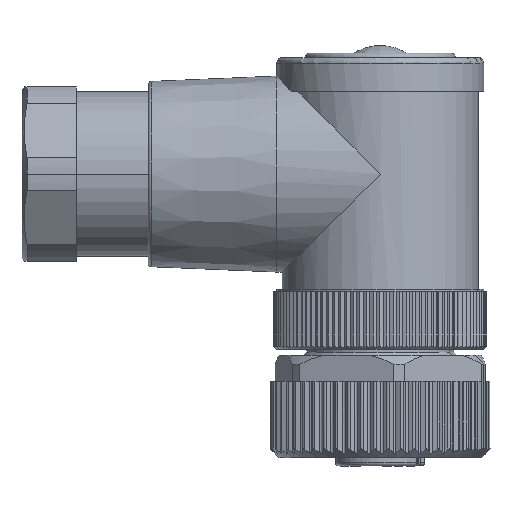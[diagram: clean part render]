
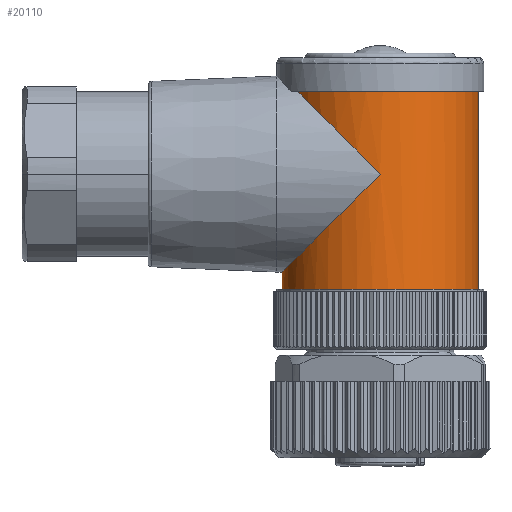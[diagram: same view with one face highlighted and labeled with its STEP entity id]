
A CAD part, left-side view. The second image highlights one B-rep face of the part: STEP entity #20110.
In plain terms, the highlighted cylindrical face has radius 9 mm (diameter 18 mm), a partial arc.
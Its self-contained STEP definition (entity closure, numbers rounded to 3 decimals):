
#20071=AXIS2_PLACEMENT_3D('Cylinder Axis2P3D',#20068,#20069,#20070) ;
#20075=AXIS2_PLACEMENT_3D('Circle Axis2P3D',#20073,#20074,$) ;
#19947=CARTESIAN_POINT('Vertex',(10.09,1.087,16.25)) ;
#19951=CARTESIAN_POINT('Control Point',(10.09,1.087,16.25)) ;
#19952=CARTESIAN_POINT('Control Point',(9.826,1.087,16.25)) ;
#19953=CARTESIAN_POINT('Control Point',(9.561,1.097,16.25)) ;
#19954=CARTESIAN_POINT('Control Point',(9.297,1.116,16.25)) ;
#19955=CARTESIAN_POINT('Control Point',(8.673,1.185,16.25)) ;
#19956=CARTESIAN_POINT('Control Point',(8.056,1.308,16.25)) ;
#19957=CARTESIAN_POINT('Control Point',(7.702,1.398,16.25)) ;
#19958=CARTESIAN_POINT('Control Point',(7.354,1.505,16.25)) ;
#19959=CARTESIAN_POINT('Control Point',(7.012,1.63,16.25)) ;
#19960=CARTESIAN_POINT('Vertex',(7.012,1.63,16.25)) ;
#19964=CARTESIAN_POINT('Control Point',(7.012,1.63,16.25)) ;
#19965=CARTESIAN_POINT('Control Point',(6.183,1.931,16.25)) ;
#19966=CARTESIAN_POINT('Control Point',(5.392,2.334,16.25)) ;
#19967=CARTESIAN_POINT('Control Point',(4.653,2.833,16.25)) ;
#19968=CARTESIAN_POINT('Control Point',(3.314,4.001,16.25)) ;
#19969=CARTESIAN_POINT('Control Point',(2.296,5.457,16.25)) ;
#19970=CARTESIAN_POINT('Control Point',(1.879,6.244,16.25)) ;
#19971=CARTESIAN_POINT('Control Point',(1.247,7.905,16.25)) ;
#19972=CARTESIAN_POINT('Control Point',(1.034,9.669,16.25)) ;
#19973=CARTESIAN_POINT('Control Point',(1.037,10.56,16.25)) ;
#19974=CARTESIAN_POINT('Control Point',(1.261,12.322,16.25)) ;
#19975=CARTESIAN_POINT('Control Point',(1.903,13.979,16.25)) ;
#19976=CARTESIAN_POINT('Control Point',(2.324,14.764,16.25)) ;
#19977=CARTESIAN_POINT('Control Point',(3.351,16.214,16.25)) ;
#19978=CARTESIAN_POINT('Control Point',(4.697,17.374,16.25)) ;
#19979=CARTESIAN_POINT('Control Point',(5.438,17.868,16.25)) ;
#19980=CARTESIAN_POINT('Control Point',(6.788,18.545,16.25)) ;
#19981=CARTESIAN_POINT('Control Point',(8.244,18.928,16.25)) ;
#19982=CARTESIAN_POINT('Control Point',(8.855,19.034,16.25)) ;
#19983=CARTESIAN_POINT('Control Point',(9.473,19.087,16.25)) ;
#19984=CARTESIAN_POINT('Control Point',(10.09,19.087,16.25)) ;
#19985=CARTESIAN_POINT('Vertex',(10.09,19.087,16.25)) ;
#20012=CARTESIAN_POINT('Line Origine',(10.09,1.087,23.45)) ;
#20016=CARTESIAN_POINT('Vertex',(10.09,1.087,34.45)) ;
#20019=CARTESIAN_POINT('Line Origine',(10.09,19.087,23.45)) ;
#20023=CARTESIAN_POINT('Vertex',(10.09,19.087,17.85)) ;
#20068=CARTESIAN_POINT('Axis2P3D Location',(10.09,10.087,23.45)) ;
#20073=CARTESIAN_POINT('Axis2P3D Location',(10.09,10.087,34.45)) ;
#20077=CARTESIAN_POINT('Vertex',(5.269,17.687,34.45)) ;
#20081=CARTESIAN_POINT('Control Point',(1.09,10.087,26.85)) ;
#20082=CARTESIAN_POINT('Control Point',(1.09,11.84,28.603)) ;
#20083=CARTESIAN_POINT('Control Point',(1.514,13.593,30.357)) ;
#20084=CARTESIAN_POINT('Control Point',(2.38,15.266,32.029)) ;
#20085=CARTESIAN_POINT('Control Point',(3.67,16.673,33.436)) ;
#20086=CARTESIAN_POINT('Control Point',(5.269,17.687,34.45)) ;
#20087=CARTESIAN_POINT('Vertex',(1.09,10.087,26.85)) ;
#20091=CARTESIAN_POINT('Control Point',(10.09,19.087,17.85)) ;
#20092=CARTESIAN_POINT('Control Point',(8.652,19.087,17.85)) ;
#20093=CARTESIAN_POINT('Control Point',(7.213,18.8,18.137)) ;
#20094=CARTESIAN_POINT('Control Point',(5.876,18.225,18.712)) ;
#20095=CARTESIAN_POINT('Control Point',(3.454,16.571,20.366)) ;
#20096=CARTESIAN_POINT('Control Point',(1.9,14.217,22.72)) ;
#20097=CARTESIAN_POINT('Control Point',(1.359,12.872,24.065)) ;
#20098=CARTESIAN_POINT('Control Point',(1.09,11.479,25.458)) ;
#20099=CARTESIAN_POINT('Control Point',(1.09,10.087,26.85)) ;
#20013=DIRECTION('Vector Direction',(0.,0.,1.)) ;
#20020=DIRECTION('Vector Direction',(0.,0.,1.)) ;
#20069=DIRECTION('Axis2P3D Direction',(0.,0.,1.)) ;
#20070=DIRECTION('Axis2P3D XDirection',(0.,1.,0.)) ;
#20074=DIRECTION('Axis2P3D Direction',(0.,0.,1.)) ;
#20014=VECTOR('Line Direction',#20013,1.) ;
#20021=VECTOR('Line Direction',#20020,1.) ;
#20102=ORIENTED_EDGE('',*,*,#20025,.T.) ;
#20103=ORIENTED_EDGE('',*,*,#19987,.F.) ;
#20104=ORIENTED_EDGE('',*,*,#19962,.F.) ;
#20105=ORIENTED_EDGE('',*,*,#20018,.T.) ;
#20106=ORIENTED_EDGE('',*,*,#20079,.T.) ;
#20107=ORIENTED_EDGE('',*,*,#20089,.F.) ;
#20108=ORIENTED_EDGE('',*,*,#20100,.F.) ;
#20110=ADVANCED_FACE('Hauptk\X2\00F6\X0\rper',(#20109),#20072,.T.) ;
#19950=B_SPLINE_CURVE_WITH_KNOTS('',5,(#19951,#19952,#19953,#19954,#19955,#19956,#19957,#19958,#19959),.UNSPECIFIED.,.F.,.U.,(6,3,6),(35.543,37.412,39.983),.UNSPECIFIED.) ;
#19963=B_SPLINE_CURVE_WITH_KNOTS('',5,(#19964,#19965,#19966,#19967,#19968,#19969,#19970,#19971,#19972,#19973,#19974,#19975,#19976,#19977,#19978,#19979,#19980,#19981,#19982,#19983,#19984),.UNSPECIFIED.,.F.,.U.,(6,3,3,3,3,3,6),(0.,6.235,12.471,18.706,24.941,31.177,35.543),.UNSPECIFIED.) ;
#20080=B_SPLINE_CURVE_WITH_KNOTS('',5,(#20081,#20082,#20083,#20084,#20085,#20086),.UNSPECIFIED.,.F.,.U.,(6,6),(0.,19.604),.UNSPECIFIED.) ;
#20090=B_SPLINE_CURVE_WITH_KNOTS('',5,(#20091,#20092,#20093,#20094,#20095,#20096,#20097,#20098,#20099),.UNSPECIFIED.,.F.,.U.,(6,3,6),(0.,14.383,29.951),.UNSPECIFIED.) ;
#20076=CIRCLE('generated circle',#20075,9.) ;
#20072=CYLINDRICAL_SURFACE('generated cylinder',#20071,9.) ;
#19962=EDGE_CURVE('',#19948,#19961,#19950,.T.) ;
#19987=EDGE_CURVE('',#19961,#19986,#19963,.T.) ;
#20018=EDGE_CURVE('',#19948,#20017,#20015,.T.) ;
#20025=EDGE_CURVE('',#20024,#19986,#20022,.F.) ;
#20079=EDGE_CURVE('',#20017,#20078,#20076,.F.) ;
#20089=EDGE_CURVE('',#20088,#20078,#20080,.T.) ;
#20100=EDGE_CURVE('',#20024,#20088,#20090,.T.) ;
#20101=EDGE_LOOP('',(#20102,#20103,#20104,#20105,#20106,#20107,#20108)) ;
#20109=FACE_OUTER_BOUND('',#20101,.T.) ;
#20015=LINE('Line',#20012,#20014) ;
#20022=LINE('Line',#20019,#20021) ;
#19948=VERTEX_POINT('',#19947) ;
#19961=VERTEX_POINT('',#19960) ;
#19986=VERTEX_POINT('',#19985) ;
#20017=VERTEX_POINT('',#20016) ;
#20024=VERTEX_POINT('',#20023) ;
#20078=VERTEX_POINT('',#20077) ;
#20088=VERTEX_POINT('',#20087) ;
